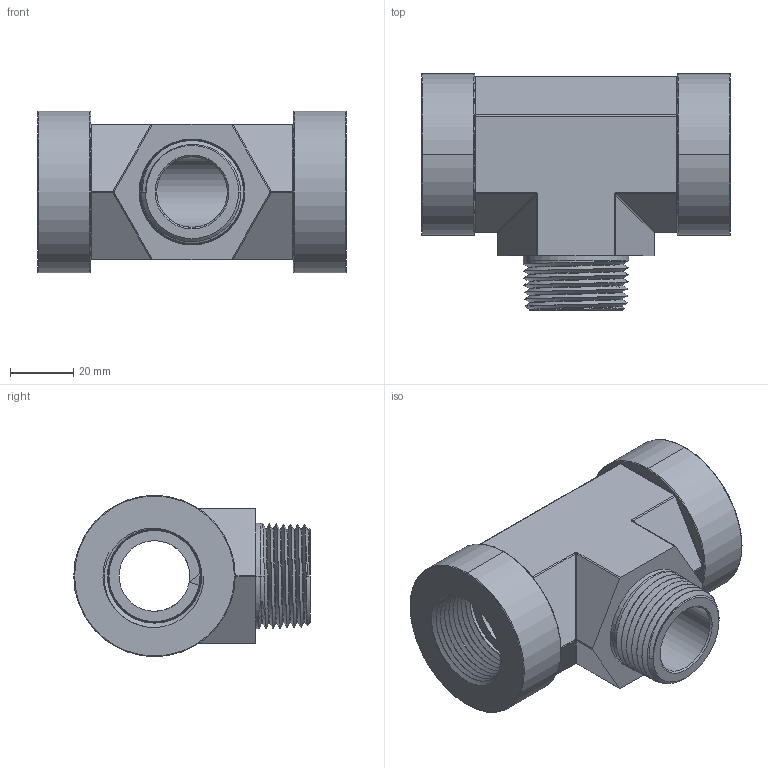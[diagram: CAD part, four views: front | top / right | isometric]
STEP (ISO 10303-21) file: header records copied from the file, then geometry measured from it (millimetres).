
FILE_DESCRIPTION((''),'2;1');
FILE_NAME('001_H-SBT_MASTER','2025-07-07T15:59:53',('Administrator'),(''),'CREO PARAMETRIC BY PTC INC, 2020414','CREO PARAMETRIC BY PTC INC, 2020414','');
FILE_SCHEMA(('AUTOMOTIVE_DESIGN { 1 0 10303 214 1 1 1 1 }'));
Length unit declared in the file: millimetre
Products named in the file (1): 001_H-SBT_MASTER
Bounding box: 97.6 x 74.7 x 51 mm (x, y, z)
Volume: 138620 mm3; surface area: 36098.4 mm2
Topology: 1 solids, 1 shells, 172 faces, 445 edges, 289 vertices
Faces by surface type: cone 48, cylinder 44, bspline 32, plane 27, torus 20, extrusion 1
Entity records: 26588 total; most frequent: CARTESIAN_POINT 21213, ORIENTED_EDGE 872, DIRECTION 686, PRESENTATION_STYLE_ASSIGNMENT 447, STYLED_ITEM 447, CURVE_STYLE 446, EDGE_CURVE 436, VERTEX_POINT 270
